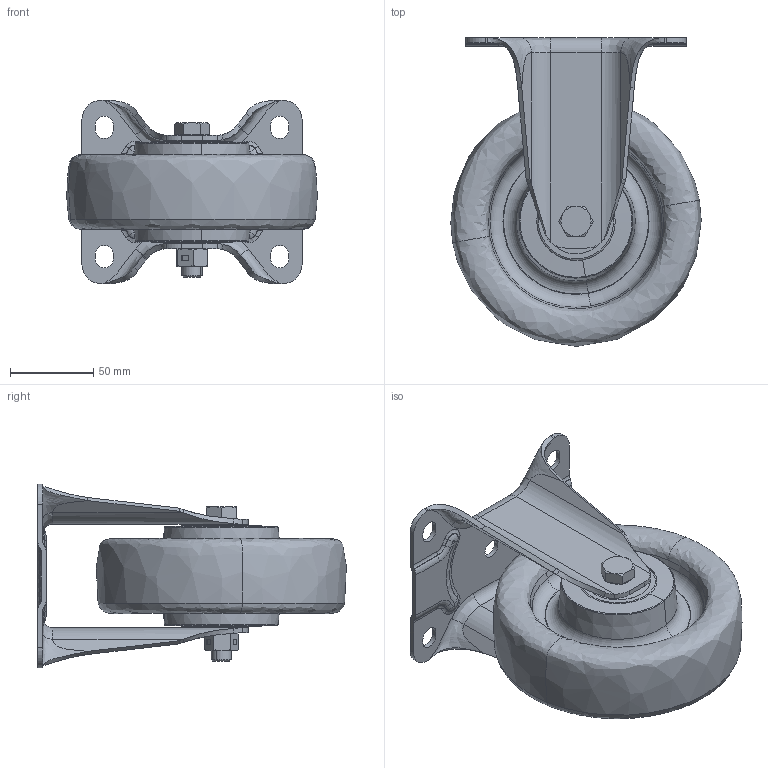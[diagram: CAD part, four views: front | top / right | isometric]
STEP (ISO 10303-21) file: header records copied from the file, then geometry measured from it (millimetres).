
FILE_DESCRIPTION (( 'STEP AP214' ), '1' );
FILE_NAME ('0055641.step', '2023-06-05T09:56:12', ( '' ), ( '' ), 'SwSTEP 2.0', 'SolidWorks 2020', '' );
FILE_SCHEMA (( 'AUTOMOTIVE_DESIGN' ));
Length unit declared in the file: millimetre
Products named in the file (1): 0055641
Bounding box: 149.98 x 184.86 x 110 mm (x, y, z)
Volume: 730748.8 mm3; surface area: 230980.4 mm2
Topology: 20 solids, 20 shells, 554 faces, 1293 edges, 785 vertices
Faces by surface type: plane 152, bspline 136, cylinder 130, torus 84, cone 52
Entity records: 34027 total; most frequent: CARTESIAN_POINT 15755, ORIENTED_EDGE 2586, DIRECTION 2372, EDGE_CURVE 1293, AXIS2_PLACEMENT_3D 966, VERTEX_POINT 785, EDGE_LOOP 606, UNCERTAINTY_MEASURE_WITH_UNIT 576
